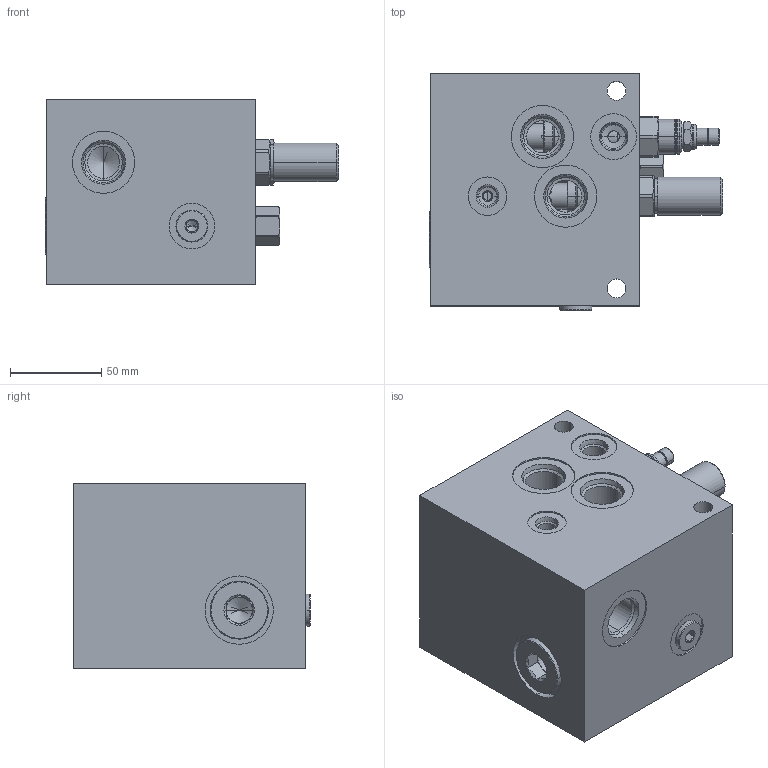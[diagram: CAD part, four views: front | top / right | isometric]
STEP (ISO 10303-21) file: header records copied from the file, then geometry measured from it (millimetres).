
FILE_DESCRIPTION((''),'2;1');
FILE_NAME('XQCFLANBK_ASM','2019-07-10T',('ProEService'),(''),'PRO/ENGINEER BY PARAMETRIC TECHNOLOGY CORPORATION, 2014200','PRO/ENGINEER BY PARAMETRIC TECHNOLOGY CORPORATION, 2014200','');
FILE_SCHEMA(('CONFIG_CONTROL_DESIGN'));
Length unit declared in the file: inch
Products named in the file (7): 153-836-002; A330-006-012; LPBDXDN; RVCFXAN; QCDBLAN; A330-006-006; XQCFLANBK_ASM
Assembly tree (6 placements, depth 2):
  XQCFLANBK_ASM
    153-836-002
    A330-006-012
    LPBDXDN
    RVCFXAN
    QCDBLAN
    A330-006-006
Bounding box: 160.2 x 129.51 x 101.6 mm (x, y, z)
Volume: 1368286 mm3; surface area: 150883.8 mm2
Topology: 16 solids, 21 shells, 1067 faces, 2978 edges, 2160 vertices
Faces by surface type: cylinder 434, plane 240, cone 238, torus 115, revolution 36, sphere 2, bspline 2
Entity records: 41071 total; most frequent: CARTESIAN_POINT 13702, DIRECTION 5968, ORIENTED_EDGE 4970, EDGE_CURVE 2485, AXIS2_PLACEMENT_3D 2280, VERTEX_POINT 1514, VECTOR 1372, LINE 1372
